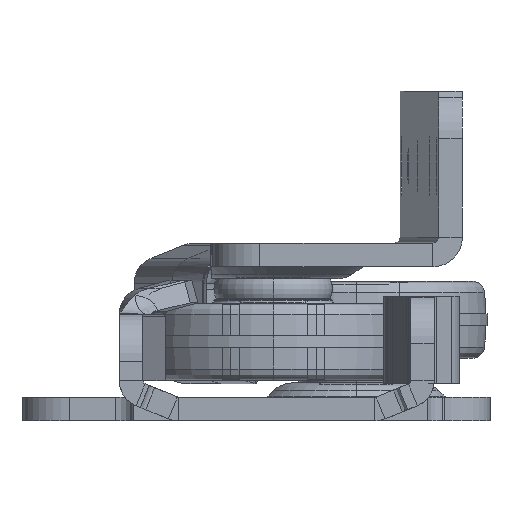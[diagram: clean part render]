
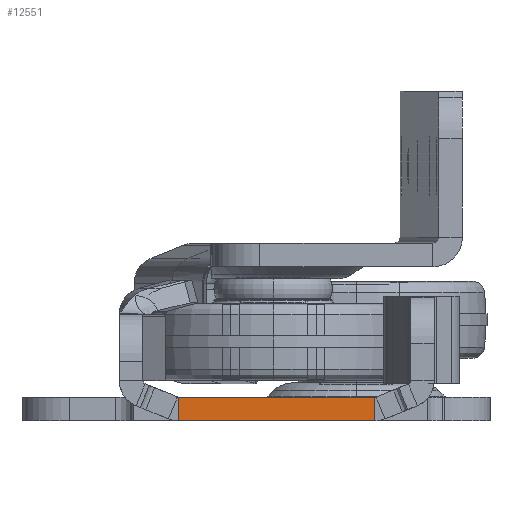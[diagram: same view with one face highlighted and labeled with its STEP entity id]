
A CAD part, left-side view. The second image highlights one B-rep face of the part: STEP entity #12551.
In plain terms, the highlighted planar face has unit normal (-1, 0, 0).
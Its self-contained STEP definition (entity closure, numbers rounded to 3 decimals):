
#1393 = CARTESIAN_POINT ( 'NONE',  ( -749.5, -11.5, 2. ) ) ;
#1773 = LINE ( 'NONE', #4523, #16574 ) ;
#2157 = DIRECTION ( 'NONE',  ( 0., 1., 0. ) ) ;
#2202 = ORIENTED_EDGE ( 'NONE', *, *, #3894, .F. ) ;
#2727 = FACE_OUTER_BOUND ( 'NONE', #14390, .T. ) ;
#3591 = VECTOR ( 'NONE', #3638, 1000. ) ;
#3638 = DIRECTION ( 'NONE',  ( 0., 1., 0. ) ) ;
#3894 = EDGE_CURVE ( 'NONE', #6878, #13363, #6087, .T. ) ;
#4523 = CARTESIAN_POINT ( 'NONE',  ( -749.5, 7.022, 2. ) ) ;
#5634 = ORIENTED_EDGE ( 'NONE', *, *, #8038, .F. ) ;
#6087 = LINE ( 'NONE', #8870, #16829 ) ;
#6836 = DIRECTION ( 'NONE',  ( -1., 0., 0. ) ) ;
#6878 = VERTEX_POINT ( 'NONE', #17391 ) ;
#7298 = CARTESIAN_POINT ( 'NONE',  ( -749.5, -11.5, 2. ) ) ;
#8038 = EDGE_CURVE ( 'NONE', #13363, #11268, #1773, .T. ) ;
#8179 = PLANE ( 'NONE',  #9615 ) ;
#8220 = DIRECTION ( 'NONE',  ( 0., 0., -1. ) ) ;
#8654 = LINE ( 'NONE', #7298, #3591 ) ;
#8766 = VECTOR ( 'NONE', #8220, 1000. ) ;
#8870 = CARTESIAN_POINT ( 'NONE',  ( -749.5, -21.25, 0. ) ) ;
#9562 = CARTESIAN_POINT ( 'NONE',  ( -749.5, -9.522, 2. ) ) ;
#9615 = AXIS2_PLACEMENT_3D ( 'NONE', #1393, #6836, #12299 ) ;
#10878 = CARTESIAN_POINT ( 'NONE',  ( -749.5, -9.522, 2. ) ) ;
#11268 = VERTEX_POINT ( 'NONE', #12116 ) ;
#11853 = EDGE_CURVE ( 'NONE', #17614, #11268, #8654, .T. ) ;
#12116 = CARTESIAN_POINT ( 'NONE',  ( -749.5, 7.022, 2. ) ) ;
#12299 = DIRECTION ( 'NONE',  ( 0., 1., 0. ) ) ;
#12551 = ADVANCED_FACE ( 'NONE', ( #2727 ), #8179, .T. ) ;
#12679 = DIRECTION ( 'NONE',  ( 0., 0., 1. ) ) ;
#12816 = ORIENTED_EDGE ( 'NONE', *, *, #14988, .F. ) ;
#13035 = ORIENTED_EDGE ( 'NONE', *, *, #11853, .T. ) ;
#13363 = VERTEX_POINT ( 'NONE', #14238 ) ;
#14238 = CARTESIAN_POINT ( 'NONE',  ( -749.5, 7.022, 0. ) ) ;
#14390 = EDGE_LOOP ( 'NONE', ( #12816, #13035, #5634, #2202 ) ) ;
#14988 = EDGE_CURVE ( 'NONE', #17614, #6878, #16342, .T. ) ;
#16342 = LINE ( 'NONE', #9562, #8766 ) ;
#16574 = VECTOR ( 'NONE', #12679, 1000. ) ;
#16829 = VECTOR ( 'NONE', #2157, 1000. ) ;
#17391 = CARTESIAN_POINT ( 'NONE',  ( -749.5, -9.522, 0. ) ) ;
#17614 = VERTEX_POINT ( 'NONE', #10878 ) ;
